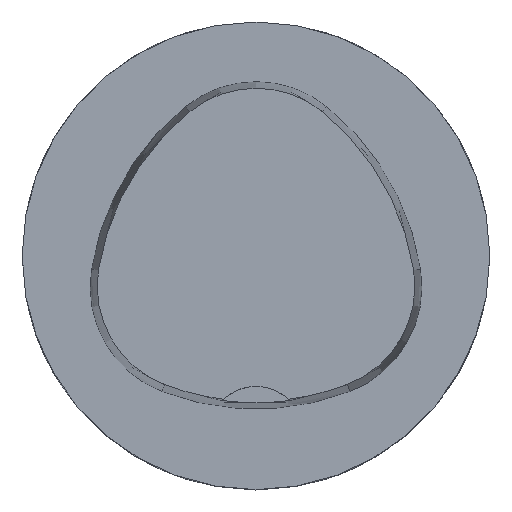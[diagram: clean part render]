
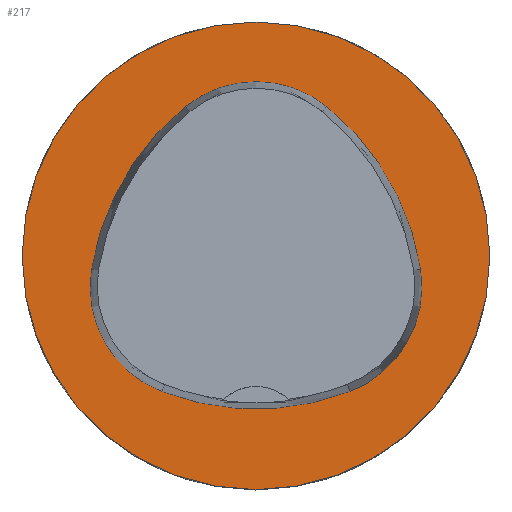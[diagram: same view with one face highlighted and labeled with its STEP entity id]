
A CAD part, top view. The second image highlights one B-rep face of the part: STEP entity #217.
In plain terms, the highlighted planar face has unit normal (0, 0, 1).
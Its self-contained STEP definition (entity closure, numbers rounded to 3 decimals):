
#161=PLANE('',#884);
#217=ADVANCED_FACE('',(#330,#331),#161,.T.);
#330=FACE_BOUND('',#383,.T.);
#331=FACE_BOUND('',#384,.T.);
#383=EDGE_LOOP('',(#488,#489,#490,#491,#492,#493));
#384=EDGE_LOOP('',(#494));
#488=ORIENTED_EDGE('',*,*,#642,.T.);
#489=ORIENTED_EDGE('',*,*,#622,.T.);
#490=ORIENTED_EDGE('',*,*,#626,.T.);
#491=ORIENTED_EDGE('',*,*,#629,.T.);
#492=ORIENTED_EDGE('',*,*,#632,.T.);
#493=ORIENTED_EDGE('',*,*,#640,.T.);
#494=ORIENTED_EDGE('',*,*,#596,.F.);
#542=VERTEX_POINT('',#1171);
#568=VERTEX_POINT('',#1242);
#569=VERTEX_POINT('',#1243);
#572=VERTEX_POINT('',#1251);
#574=VERTEX_POINT('',#1257);
#576=VERTEX_POINT('',#1263);
#583=VERTEX_POINT('',#1284);
#596=EDGE_CURVE('',#542,#542,#655,.T.);
#622=EDGE_CURVE('',#568,#569,#673,.T.);
#626=EDGE_CURVE('',#569,#572,#675,.T.);
#629=EDGE_CURVE('',#572,#574,#677,.T.);
#632=EDGE_CURVE('',#574,#576,#679,.T.);
#640=EDGE_CURVE('',#576,#583,#683,.T.);
#642=EDGE_CURVE('',#583,#568,#685,.T.);
#655=CIRCLE('',#821,25.);
#673=CIRCLE('',#862,28.);
#675=CIRCLE('',#865,12.);
#677=CIRCLE('',#868,28.);
#679=CIRCLE('',#871,12.);
#683=CIRCLE('',#876,28.);
#685=CIRCLE('',#879,12.);
#821=AXIS2_PLACEMENT_3D('',#1170,#941,#942);
#862=AXIS2_PLACEMENT_3D('',#1241,#1027,#1028);
#865=AXIS2_PLACEMENT_3D('',#1250,#1035,#1036);
#868=AXIS2_PLACEMENT_3D('',#1256,#1042,#1043);
#871=AXIS2_PLACEMENT_3D('',#1262,#1049,#1050);
#876=AXIS2_PLACEMENT_3D('',#1285,#1061,#1062);
#879=AXIS2_PLACEMENT_3D('',#1288,#1067,#1068);
#884=AXIS2_PLACEMENT_3D('',#1293,#1077,#1078);
#941=DIRECTION('',(0.,0.,-1.));
#942=DIRECTION('',(-1.,0.,0.));
#1027=DIRECTION('',(0.,0.,-1.));
#1028=DIRECTION('',(-1.,0.,0.));
#1035=DIRECTION('',(0.,0.,-1.));
#1036=DIRECTION('',(-1.,0.,0.));
#1042=DIRECTION('',(0.,0.,-1.));
#1043=DIRECTION('',(-1.,0.,0.));
#1049=DIRECTION('',(0.,0.,-1.));
#1050=DIRECTION('',(-1.,0.,0.));
#1061=DIRECTION('',(0.,0.,-1.));
#1062=DIRECTION('',(-1.,0.,0.));
#1067=DIRECTION('',(0.,0.,-1.));
#1068=DIRECTION('',(-1.,0.,0.));
#1077=DIRECTION('',(0.,0.,1.));
#1078=DIRECTION('',(1.,0.,0.));
#1170=CARTESIAN_POINT('',(0.,0.,0.));
#1171=CARTESIAN_POINT('',(-25.,0.,0.));
#1241=CARTESIAN_POINT('',(10.068,-5.824,0.));
#1242=CARTESIAN_POINT('',(-17.584,-1.424,0.));
#1243=CARTESIAN_POINT('',(-7.531,15.953,0.));
#1250=CARTESIAN_POINT('',(0.011,6.62,0.));
#1251=CARTESIAN_POINT('',(7.567,15.942,0.));
#1256=CARTESIAN_POINT('',(-10.063,-5.81,0.));
#1257=CARTESIAN_POINT('',(17.59,-1.418,0.));
#1262=CARTESIAN_POINT('',(5.739,-3.3,0.));
#1263=CARTESIAN_POINT('',(10.05,-14.499,0.));
#1284=CARTESIAN_POINT('',(-10.025,-14.516,0.));
#1285=CARTESIAN_POINT('',(-0.01,11.631,0.));
#1288=CARTESIAN_POINT('',(-5.733,-3.31,0.));
#1293=CARTESIAN_POINT('',(0.,0.,0.));
